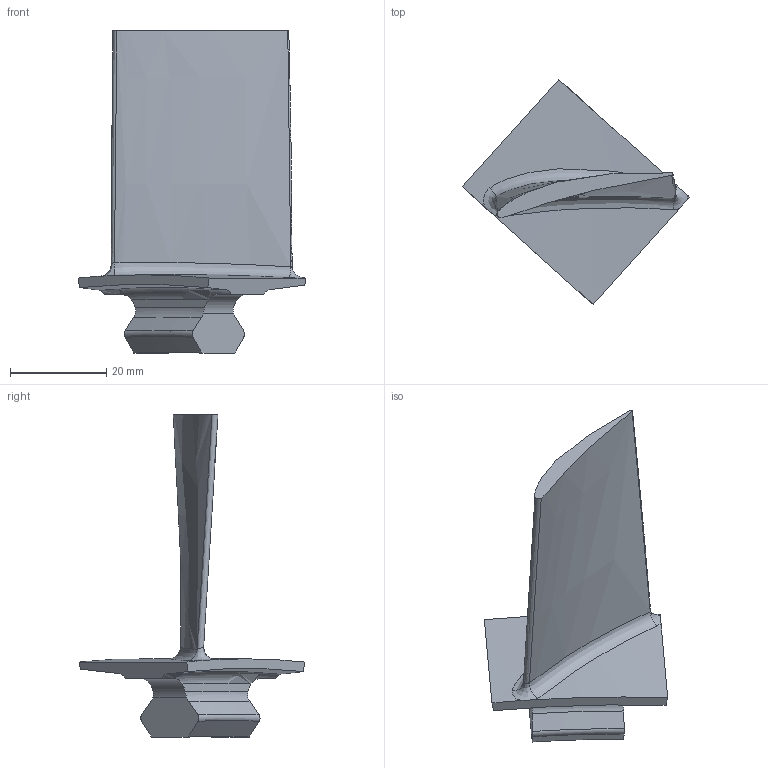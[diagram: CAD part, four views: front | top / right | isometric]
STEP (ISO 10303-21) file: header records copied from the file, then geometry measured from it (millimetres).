
FILE_DESCRIPTION(('CATIA V5 STEP Exchange'),'2;1');
FILE_NAME('JetBlade_AdvancedManufacturing.stp','2024-11-09T12:50:42+00:00',('none'),('none'),'CATIA Version 5 Release 21 GA (IN-10)','CATIA V5 STEP AP203','none');
FILE_SCHEMA(('CONFIG_CONTROL_DESIGN'));
Length unit declared in the file: millimetre
Products named in the file (1): JetBlade_AdvancedManufacturing
Bounding box: 47.25 x 46.76 x 66.89 mm (x, y, z)
Volume: 10830.7 mm3; surface area: 7165.9 mm2
Topology: 1 solids, 1 shells, 38 faces, 104 edges, 68 vertices
Faces by surface type: plane 11, bspline 8, cylinder 7, torus 6, cone 6
Entity records: 3445 total; most frequent: CARTESIAN_POINT 2602, ORIENTED_EDGE 208, EDGE_CURVE 104, DIRECTION 94, VERTEX_POINT 68, B_SPLINE_CURVE_WITH_KNOTS 62, AXIS2_PLACEMENT_3D 52, ADVANCED_FACE 38
